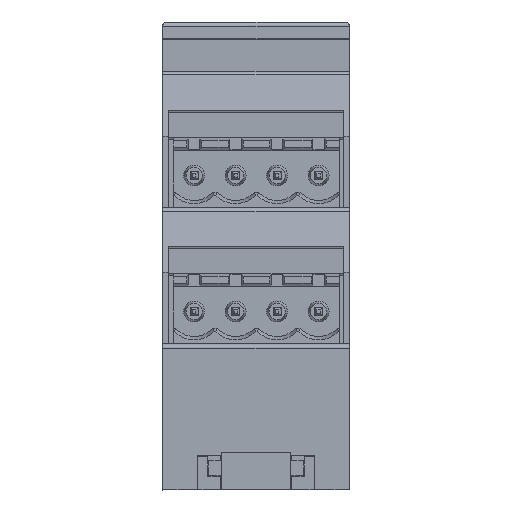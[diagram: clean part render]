
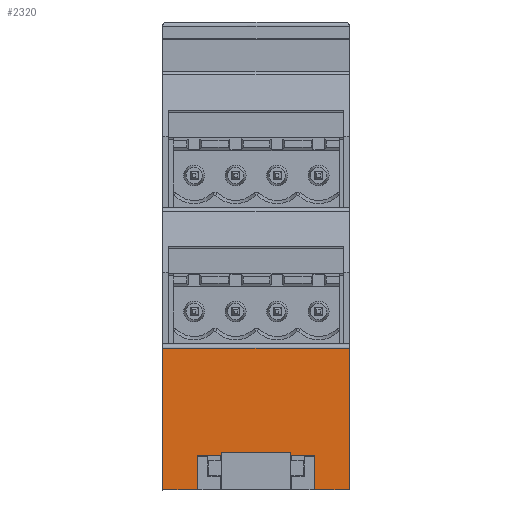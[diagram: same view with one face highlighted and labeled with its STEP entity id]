
A CAD part, front view. The second image highlights one B-rep face of the part: STEP entity #2320.
In plain terms, the highlighted planar face has unit normal (0, -1, 0).
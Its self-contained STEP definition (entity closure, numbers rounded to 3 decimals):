
#2320 = ADVANCED_FACE( '', ( #5688 ), #5689, .T. );
#5688 = FACE_OUTER_BOUND( '', #10161, .T. );
#5689 = PLANE( '', #10162 );
#10161 = EDGE_LOOP( '', ( #17273, #17274, #17275, #17276, #17277, #17278, #17279, #17280 ) );
#10162 = AXIS2_PLACEMENT_3D( '', #17281, #17282, #17283 );
#17273 = ORIENTED_EDGE( '', *, *, #26938, .F. );
#17274 = ORIENTED_EDGE( '', *, *, #28270, .T. );
#17275 = ORIENTED_EDGE( '', *, *, #28271, .T. );
#17276 = ORIENTED_EDGE( '', *, *, #28272, .F. );
#17277 = ORIENTED_EDGE( '', *, *, #28273, .F. );
#17278 = ORIENTED_EDGE( '', *, *, #28274, .T. );
#17279 = ORIENTED_EDGE( '', *, *, #28275, .F. );
#17280 = ORIENTED_EDGE( '', *, *, #26526, .F. );
#17281 = CARTESIAN_POINT( '', ( 378.913, -130.592, -148. ) );
#17282 = DIRECTION( '', ( 0., -1., 0. ) );
#17283 = DIRECTION( '', ( 1., 0., 0. ) );
#26526 = EDGE_CURVE( '', #32043, #32045, #32046, .T. );
#26938 = EDGE_CURVE( '', #32746, #32043, #32748, .T. );
#28270 = EDGE_CURVE( '', #32746, #34875, #34876, .T. );
#28271 = EDGE_CURVE( '', #34875, #34877, #34878, .T. );
#28272 = EDGE_CURVE( '', #34879, #34877, #34880, .T. );
#28273 = EDGE_CURVE( '', #34881, #34879, #34882, .T. );
#28274 = EDGE_CURVE( '', #34881, #34883, #34884, .T. );
#28275 = EDGE_CURVE( '', #32045, #34883, #34885, .T. );
#32043 = VERTEX_POINT( '', #39871 );
#32045 = VERTEX_POINT( '', #39873 );
#32046 = LINE( '', #39874, #39875 );
#32746 = VERTEX_POINT( '', #40874 );
#32748 = LINE( '', #40876, #40877 );
#34875 = VERTEX_POINT( '', #44065 );
#34876 = LINE( '', #44066, #44067 );
#34877 = VERTEX_POINT( '', #44068 );
#34878 = LINE( '', #44069, #44070 );
#34879 = VERTEX_POINT( '', #44071 );
#34880 = LINE( '', #44072, #44073 );
#34881 = VERTEX_POINT( '', #44074 );
#34882 = LINE( '', #44075, #44076 );
#34883 = VERTEX_POINT( '', #44077 );
#34884 = LINE( '', #44078, #44079 );
#34885 = LINE( '', #44080, #44081 );
#39871 = CARTESIAN_POINT( '', ( 384.238, -130.592, -130.9 ) );
#39873 = CARTESIAN_POINT( '', ( 384.238, -130.592, -148. ) );
#39874 = CARTESIAN_POINT( '', ( 384.238, -130.592, -148. ) );
#39875 = VECTOR( '', #49714, 1000. );
#40874 = CARTESIAN_POINT( '', ( 361.738, -130.592, -130.9 ) );
#40876 = CARTESIAN_POINT( '', ( 378.913, -130.592, -130.9 ) );
#40877 = VECTOR( '', #50113, 1000. );
#44065 = CARTESIAN_POINT( '', ( 361.738, -130.592, -148. ) );
#44066 = CARTESIAN_POINT( '', ( 361.738, -130.592, -148. ) );
#44067 = VECTOR( '', #51305, 1000. );
#44068 = CARTESIAN_POINT( '', ( 365.938, -130.592, -148. ) );
#44069 = CARTESIAN_POINT( '', ( 361.413, -130.592, -148. ) );
#44070 = VECTOR( '', #51306, 1000. );
#44071 = CARTESIAN_POINT( '', ( 365.938, -130.592, -143.8 ) );
#44072 = CARTESIAN_POINT( '', ( 365.938, -130.592, -148. ) );
#44073 = VECTOR( '', #51307, 1000. );
#44074 = CARTESIAN_POINT( '', ( 380.038, -130.592, -143.8 ) );
#44075 = CARTESIAN_POINT( '', ( 363.413, -130.592, -143.8 ) );
#44076 = VECTOR( '', #51308, 1000. );
#44077 = CARTESIAN_POINT( '', ( 380.038, -130.592, -148. ) );
#44078 = CARTESIAN_POINT( '', ( 380.038, -130.592, -148. ) );
#44079 = VECTOR( '', #51309, 1000. );
#44080 = CARTESIAN_POINT( '', ( 384.563, -130.592, -148. ) );
#44081 = VECTOR( '', #51310, 1000. );
#49714 = DIRECTION( '', ( 0., 0., -1. ) );
#50113 = DIRECTION( '', ( 1., 0., 0. ) );
#51305 = DIRECTION( '', ( 0., 0., -1. ) );
#51306 = DIRECTION( '', ( 1., 0., 0. ) );
#51307 = DIRECTION( '', ( 0., 0., -1. ) );
#51308 = DIRECTION( '', ( -1., 0., 0. ) );
#51309 = DIRECTION( '', ( 0., 0., -1. ) );
#51310 = DIRECTION( '', ( -1., 0., 0. ) );
